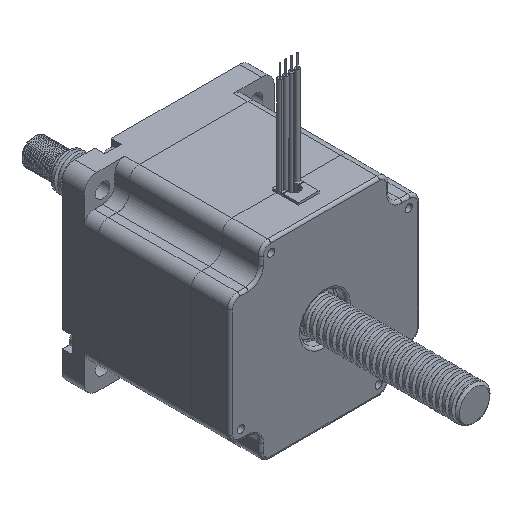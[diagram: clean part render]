
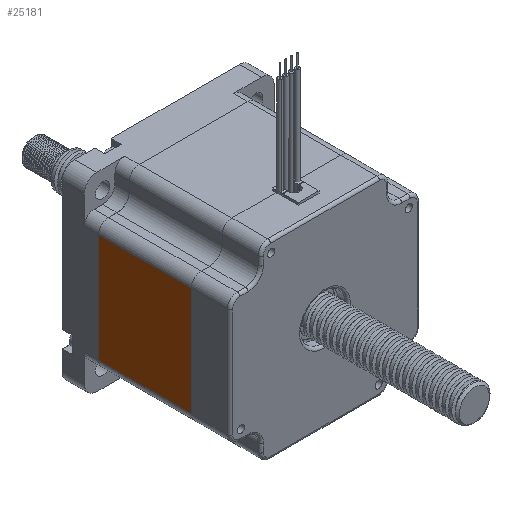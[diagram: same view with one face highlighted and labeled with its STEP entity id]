
A CAD part, isometric view. The second image highlights one B-rep face of the part: STEP entity #25181.
In plain terms, the highlighted face is planar.
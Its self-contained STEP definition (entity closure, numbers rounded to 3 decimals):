
#340=PLANE('',#27095);
#1079=LINE('',#39064,#3171);
#1194=LINE('',#39524,#3286);
#1338=LINE('',#40053,#3430);
#1339=LINE('',#40055,#3431);
#3171=VECTOR('',#30662,49.3);
#3286=VECTOR('',#31019,49.3);
#3430=VECTOR('',#31459,42.);
#3431=VECTOR('',#31462,42.);
#6278=FACE_OUTER_BOUND('',#7794,.T.);
#7794=EDGE_LOOP('',(#18733,#18734,#18735,#18736));
#11204=VERTEX_POINT('',#39061);
#11205=VERTEX_POINT('',#39063);
#11428=VERTEX_POINT('',#39521);
#11429=VERTEX_POINT('',#39523);
#13907=EDGE_CURVE('',#11204,#11205,#1079,.T.);
#14142=EDGE_CURVE('',#11429,#11428,#1194,.T.);
#14413=EDGE_CURVE('',#11204,#11429,#1338,.T.);
#14414=EDGE_CURVE('',#11205,#11428,#1339,.T.);
#18733=ORIENTED_EDGE('',*,*,#14142,.T.);
#18734=ORIENTED_EDGE('',*,*,#14414,.F.);
#18735=ORIENTED_EDGE('',*,*,#13907,.F.);
#18736=ORIENTED_EDGE('',*,*,#14413,.T.);
#25181=ADVANCED_FACE('',(#6278),#340,.F.);
#27095=AXIS2_PLACEMENT_3D('',#40054,#31460,#31461);
#30662=DIRECTION('',(0.,0.,-1.));
#31019=DIRECTION('',(0.,0.,-1.));
#31459=DIRECTION('',(0.,-1.,0.));
#31460=DIRECTION('center_axis',(-1.,0.,0.));
#31461=DIRECTION('ref_axis',(0.,0.,1.));
#31462=DIRECTION('',(0.,-1.,0.));
#39061=CARTESIAN_POINT('',(43.,21.,24.65));
#39063=CARTESIAN_POINT('',(43.,21.,-24.65));
#39064=CARTESIAN_POINT('',(43.,21.,24.65));
#39521=CARTESIAN_POINT('',(43.,-21.,-24.65));
#39523=CARTESIAN_POINT('',(43.,-21.,24.65));
#39524=CARTESIAN_POINT('',(43.,-21.,24.65));
#40053=CARTESIAN_POINT('',(43.,21.,24.65));
#40054=CARTESIAN_POINT('Origin',(43.,21.,24.65));
#40055=CARTESIAN_POINT('',(43.,21.,-24.65));
